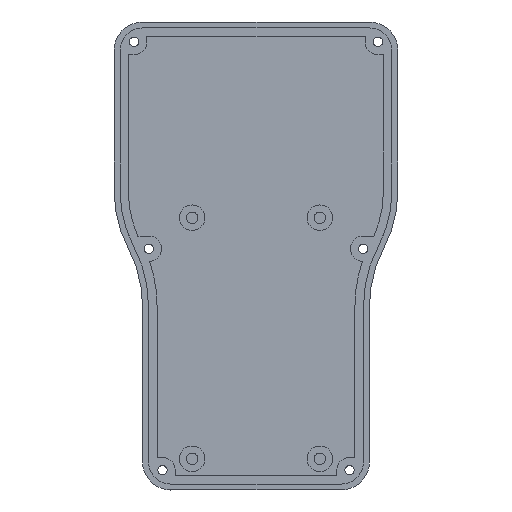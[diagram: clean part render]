
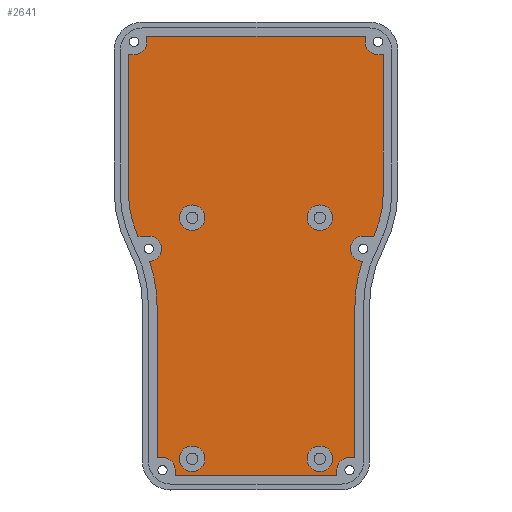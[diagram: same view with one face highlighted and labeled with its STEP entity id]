
A CAD part, top view. The second image highlights one B-rep face of the part: STEP entity #2641.
In plain terms, the highlighted planar face has unit normal (0, 0, 1).
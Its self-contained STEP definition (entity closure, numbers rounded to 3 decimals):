
#2012 = VERTEX_POINT('',#2013);
#2013 = CARTESIAN_POINT('',(-28.5,-78.,-3.5));
#2021 = VERTEX_POINT('',#2022);
#2022 = CARTESIAN_POINT('',(-33.,-73.5,-3.5));
#2028 = EDGE_CURVE('',#2012,#2021,#2029,.T.);
#2029 = CIRCLE('',#2030,4.5);
#2030 = AXIS2_PLACEMENT_3D('',#2031,#2032,#2033);
#2031 = CARTESIAN_POINT('',(-33.,-78.,-3.5));
#2032 = DIRECTION('',(0.,0.,1.));
#2033 = DIRECTION('',(1.,0.,0.));
#2046 = VERTEX_POINT('',#2047);
#2047 = CARTESIAN_POINT('',(-28.5,-80.,-3.5));
#2053 = EDGE_CURVE('',#2012,#2046,#2054,.T.);
#2054 = LINE('',#2055,#2056);
#2055 = CARTESIAN_POINT('',(-28.5,-78.,-3.5));
#2056 = VECTOR('',#2057,1.);
#2057 = DIRECTION('',(0.,-1.,0.));
#2070 = VERTEX_POINT('',#2071);
#2071 = CARTESIAN_POINT('',(-34.9,-73.5,-3.5));
#2077 = EDGE_CURVE('',#2021,#2070,#2078,.T.);
#2078 = LINE('',#2079,#2080);
#2079 = CARTESIAN_POINT('',(-33.,-73.5,-3.5));
#2080 = VECTOR('',#2081,1.);
#2081 = DIRECTION('',(-1.,0.,0.));
#2094 = VERTEX_POINT('',#2095);
#2095 = CARTESIAN_POINT('',(28.5,-80.,-3.5));
#2101 = EDGE_CURVE('',#2046,#2094,#2102,.T.);
#2102 = LINE('',#2103,#2104);
#2103 = CARTESIAN_POINT('',(-28.5,-80.,-3.5));
#2104 = VECTOR('',#2105,1.);
#2105 = DIRECTION('',(1.,0.,0.));
#2118 = VERTEX_POINT('',#2119);
#2119 = CARTESIAN_POINT('',(-34.9,-20.,-3.5));
#2125 = EDGE_CURVE('',#2070,#2118,#2126,.T.);
#2126 = LINE('',#2127,#2128);
#2127 = CARTESIAN_POINT('',(-34.9,-73.5,-3.5));
#2128 = VECTOR('',#2129,1.);
#2129 = DIRECTION('',(0.,1.,0.));
#2140 = VERTEX_POINT('',#2141);
#2141 = CARTESIAN_POINT('',(28.5,-78.,-3.5));
#2149 = EDGE_CURVE('',#2140,#2094,#2150,.T.);
#2150 = LINE('',#2151,#2152);
#2151 = CARTESIAN_POINT('',(28.5,-78.,-3.5));
#2152 = VECTOR('',#2153,1.);
#2153 = DIRECTION('',(0.,-1.,0.));
#2166 = VERTEX_POINT('',#2167);
#2167 = CARTESIAN_POINT('',(-37.498,-4.491,-3.5));
#2173 = EDGE_CURVE('',#2118,#2166,#2174,.T.);
#2174 = CIRCLE('',#2175,47.6);
#2175 = AXIS2_PLACEMENT_3D('',#2176,#2177,#2178);
#2176 = CARTESIAN_POINT('',(-82.5,-20.,-3.5));
#2177 = DIRECTION('',(0.,0.,1.));
#2178 = DIRECTION('',(1.,0.,0.));
#2189 = VERTEX_POINT('',#2190);
#2190 = CARTESIAN_POINT('',(33.,-73.5,-3.5));
#2198 = EDGE_CURVE('',#2189,#2140,#2199,.T.);
#2199 = CIRCLE('',#2200,4.5);
#2200 = AXIS2_PLACEMENT_3D('',#2201,#2202,#2203);
#2201 = CARTESIAN_POINT('',(33.,-78.,-3.5));
#2202 = DIRECTION('',(0.,0.,1.));
#2203 = DIRECTION('',(1.,0.,0.));
#2216 = VERTEX_POINT('',#2217);
#2217 = CARTESIAN_POINT('',(-37.787,4.5,-3.5));
#2223 = EDGE_CURVE('',#2166,#2216,#2224,.T.);
#2224 = CIRCLE('',#2225,4.5);
#2225 = AXIS2_PLACEMENT_3D('',#2226,#2227,#2228);
#2226 = CARTESIAN_POINT('',(-37.787,0.,-3.5));
#2227 = DIRECTION('',(0.,0.,1.));
#2228 = DIRECTION('',(1.,0.,0.));
#2241 = VERTEX_POINT('',#2242);
#2242 = CARTESIAN_POINT('',(34.9,-73.5,-3.5));
#2248 = EDGE_CURVE('',#2189,#2241,#2249,.T.);
#2249 = LINE('',#2250,#2251);
#2250 = CARTESIAN_POINT('',(33.,-73.5,-3.5));
#2251 = VECTOR('',#2252,1.);
#2252 = DIRECTION('',(1.,0.,0.));
#2263 = VERTEX_POINT('',#2264);
#2264 = CARTESIAN_POINT('',(-41.647,4.5,-3.5));
#2272 = EDGE_CURVE('',#2263,#2216,#2273,.T.);
#2273 = LINE('',#2274,#2275);
#2274 = CARTESIAN_POINT('',(-41.647,4.5,-3.5));
#2275 = VECTOR('',#2276,1.);
#2276 = DIRECTION('',(1.,0.,0.));
#2289 = VERTEX_POINT('',#2290);
#2290 = CARTESIAN_POINT('',(34.9,-20.,-3.5));
#2296 = EDGE_CURVE('',#2241,#2289,#2297,.T.);
#2297 = LINE('',#2298,#2299);
#2298 = CARTESIAN_POINT('',(34.9,-73.5,-3.5));
#2299 = VECTOR('',#2300,1.);
#2300 = DIRECTION('',(0.,1.,0.));
#2311 = VERTEX_POINT('',#2312);
#2312 = CARTESIAN_POINT('',(-45.,20.,-3.5));
#2320 = EDGE_CURVE('',#2311,#2263,#2321,.T.);
#2321 = CIRCLE('',#2322,37.5);
#2322 = AXIS2_PLACEMENT_3D('',#2323,#2324,#2325);
#2323 = CARTESIAN_POINT('',(-7.5,20.,-3.5));
#2324 = DIRECTION('',(0.,0.,1.));
#2325 = DIRECTION('',(1.,0.,0.));
#2336 = VERTEX_POINT('',#2337);
#2337 = CARTESIAN_POINT('',(37.498,-4.491,-3.5));
#2345 = EDGE_CURVE('',#2336,#2289,#2346,.T.);
#2346 = CIRCLE('',#2347,47.6);
#2347 = AXIS2_PLACEMENT_3D('',#2348,#2349,#2350);
#2348 = CARTESIAN_POINT('',(82.5,-20.,-3.5));
#2349 = DIRECTION('',(0.,0.,1.));
#2350 = DIRECTION('',(1.,0.,0.));
#2361 = VERTEX_POINT('',#2362);
#2362 = CARTESIAN_POINT('',(-45.,68.5,-3.5));
#2370 = EDGE_CURVE('',#2361,#2311,#2371,.T.);
#2371 = LINE('',#2372,#2373);
#2372 = CARTESIAN_POINT('',(-45.,68.5,-3.5));
#2373 = VECTOR('',#2374,1.);
#2374 = DIRECTION('',(0.,-1.,0.));
#2385 = VERTEX_POINT('',#2386);
#2386 = CARTESIAN_POINT('',(37.787,4.5,-3.5));
#2394 = EDGE_CURVE('',#2385,#2336,#2395,.T.);
#2395 = CIRCLE('',#2396,4.5);
#2396 = AXIS2_PLACEMENT_3D('',#2397,#2398,#2399);
#2397 = CARTESIAN_POINT('',(37.787,0.,-3.5));
#2398 = DIRECTION('',(0.,0.,1.));
#2399 = DIRECTION('',(1.,0.,0.));
#2410 = VERTEX_POINT('',#2411);
#2411 = CARTESIAN_POINT('',(-43.,68.5,-3.5));
#2419 = EDGE_CURVE('',#2410,#2361,#2420,.T.);
#2420 = LINE('',#2421,#2422);
#2421 = CARTESIAN_POINT('',(-43.,68.5,-3.5));
#2422 = VECTOR('',#2423,1.);
#2423 = DIRECTION('',(-1.,0.,0.));
#2434 = VERTEX_POINT('',#2435);
#2435 = CARTESIAN_POINT('',(41.537,4.5,-3.5));
#2443 = EDGE_CURVE('',#2434,#2385,#2444,.T.);
#2444 = LINE('',#2445,#2446);
#2445 = CARTESIAN_POINT('',(41.537,4.5,-3.5));
#2446 = VECTOR('',#2447,1.);
#2447 = DIRECTION('',(-1.,0.,0.));
#2460 = VERTEX_POINT('',#2461);
#2461 = CARTESIAN_POINT('',(-38.5,73.,-3.5));
#2467 = EDGE_CURVE('',#2410,#2460,#2468,.T.);
#2468 = CIRCLE('',#2469,4.5);
#2469 = AXIS2_PLACEMENT_3D('',#2470,#2471,#2472);
#2470 = CARTESIAN_POINT('',(-43.,73.,-3.5));
#2471 = DIRECTION('',(0.,0.,1.));
#2472 = DIRECTION('',(1.,0.,0.));
#2485 = VERTEX_POINT('',#2486);
#2486 = CARTESIAN_POINT('',(44.9,20.,-3.5));
#2492 = EDGE_CURVE('',#2434,#2485,#2493,.T.);
#2493 = CIRCLE('',#2494,37.4);
#2494 = AXIS2_PLACEMENT_3D('',#2495,#2496,#2497);
#2495 = CARTESIAN_POINT('',(7.5,20.,-3.5));
#2496 = DIRECTION('',(0.,0.,1.));
#2497 = DIRECTION('',(1.,0.,0.));
#2508 = VERTEX_POINT('',#2509);
#2509 = CARTESIAN_POINT('',(-38.5,74.9,-3.5));
#2517 = EDGE_CURVE('',#2508,#2460,#2518,.T.);
#2518 = LINE('',#2519,#2520);
#2519 = CARTESIAN_POINT('',(-38.5,74.9,-3.5));
#2520 = VECTOR('',#2521,1.);
#2521 = DIRECTION('',(0.,-1.,0.));
#2532 = VERTEX_POINT('',#2533);
#2533 = CARTESIAN_POINT('',(44.9,68.5,-3.5));
#2541 = EDGE_CURVE('',#2532,#2485,#2542,.T.);
#2542 = LINE('',#2543,#2544);
#2543 = CARTESIAN_POINT('',(44.9,68.5,-3.5));
#2544 = VECTOR('',#2545,1.);
#2545 = DIRECTION('',(0.,-1.,0.));
#2558 = VERTEX_POINT('',#2559);
#2559 = CARTESIAN_POINT('',(38.5,74.9,-3.5));
#2565 = EDGE_CURVE('',#2508,#2558,#2566,.T.);
#2566 = LINE('',#2567,#2568);
#2567 = CARTESIAN_POINT('',(-38.5,74.9,-3.5));
#2568 = VECTOR('',#2569,1.);
#2569 = DIRECTION('',(1.,0.,0.));
#2580 = VERTEX_POINT('',#2581);
#2581 = CARTESIAN_POINT('',(43.,68.5,-3.5));
#2589 = EDGE_CURVE('',#2580,#2532,#2590,.T.);
#2590 = LINE('',#2591,#2592);
#2591 = CARTESIAN_POINT('',(43.,68.5,-3.5));
#2592 = VECTOR('',#2593,1.);
#2593 = DIRECTION('',(1.,0.,0.));
#2606 = VERTEX_POINT('',#2607);
#2607 = CARTESIAN_POINT('',(38.5,73.,-3.5));
#2613 = EDGE_CURVE('',#2558,#2606,#2614,.T.);
#2614 = LINE('',#2615,#2616);
#2615 = CARTESIAN_POINT('',(38.5,74.9,-3.5));
#2616 = VECTOR('',#2617,1.);
#2617 = DIRECTION('',(0.,-1.,0.));
#2630 = EDGE_CURVE('',#2606,#2580,#2631,.T.);
#2631 = CIRCLE('',#2632,4.5);
#2632 = AXIS2_PLACEMENT_3D('',#2633,#2634,#2635);
#2633 = CARTESIAN_POINT('',(43.,73.,-3.5));
#2634 = DIRECTION('',(0.,0.,1.));
#2635 = DIRECTION('',(1.,0.,0.));
#2641 = ADVANCED_FACE('',(#2642,#2670,#2681,#2692,#2703),#2714,.T.);
#2642 = FACE_BOUND('',#2643,.T.);
#2643 = EDGE_LOOP('',(#2644,#2645,#2646,#2647,#2648,#2649,#2650,#2651,
    #2652,#2653,#2654,#2655,#2656,#2657,#2658,#2659,#2660,#2661,#2662,
    #2663,#2664,#2665,#2666,#2667,#2668,#2669));
#2644 = ORIENTED_EDGE('',*,*,#2028,.F.);
#2645 = ORIENTED_EDGE('',*,*,#2053,.T.);
#2646 = ORIENTED_EDGE('',*,*,#2101,.T.);
#2647 = ORIENTED_EDGE('',*,*,#2149,.F.);
#2648 = ORIENTED_EDGE('',*,*,#2198,.F.);
#2649 = ORIENTED_EDGE('',*,*,#2248,.T.);
#2650 = ORIENTED_EDGE('',*,*,#2296,.T.);
#2651 = ORIENTED_EDGE('',*,*,#2345,.F.);
#2652 = ORIENTED_EDGE('',*,*,#2394,.F.);
#2653 = ORIENTED_EDGE('',*,*,#2443,.F.);
#2654 = ORIENTED_EDGE('',*,*,#2492,.T.);
#2655 = ORIENTED_EDGE('',*,*,#2541,.F.);
#2656 = ORIENTED_EDGE('',*,*,#2589,.F.);
#2657 = ORIENTED_EDGE('',*,*,#2630,.F.);
#2658 = ORIENTED_EDGE('',*,*,#2613,.F.);
#2659 = ORIENTED_EDGE('',*,*,#2565,.F.);
#2660 = ORIENTED_EDGE('',*,*,#2517,.T.);
#2661 = ORIENTED_EDGE('',*,*,#2467,.F.);
#2662 = ORIENTED_EDGE('',*,*,#2419,.T.);
#2663 = ORIENTED_EDGE('',*,*,#2370,.T.);
#2664 = ORIENTED_EDGE('',*,*,#2320,.T.);
#2665 = ORIENTED_EDGE('',*,*,#2272,.T.);
#2666 = ORIENTED_EDGE('',*,*,#2223,.F.);
#2667 = ORIENTED_EDGE('',*,*,#2173,.F.);
#2668 = ORIENTED_EDGE('',*,*,#2125,.F.);
#2669 = ORIENTED_EDGE('',*,*,#2077,.F.);
#2670 = FACE_BOUND('',#2671,.T.);
#2671 = EDGE_LOOP('',(#2672));
#2672 = ORIENTED_EDGE('',*,*,#2673,.F.);
#2673 = EDGE_CURVE('',#2674,#2674,#2676,.T.);
#2674 = VERTEX_POINT('',#2675);
#2675 = CARTESIAN_POINT('',(-18.,-74.,-3.5));
#2676 = CIRCLE('',#2677,4.5);
#2677 = AXIS2_PLACEMENT_3D('',#2678,#2679,#2680);
#2678 = CARTESIAN_POINT('',(-22.5,-74.,-3.5));
#2679 = DIRECTION('',(0.,0.,1.));
#2680 = DIRECTION('',(1.,0.,0.));
#2681 = FACE_BOUND('',#2682,.T.);
#2682 = EDGE_LOOP('',(#2683));
#2683 = ORIENTED_EDGE('',*,*,#2684,.F.);
#2684 = EDGE_CURVE('',#2685,#2685,#2687,.T.);
#2685 = VERTEX_POINT('',#2686);
#2686 = CARTESIAN_POINT('',(27.,-74.,-3.5));
#2687 = CIRCLE('',#2688,4.5);
#2688 = AXIS2_PLACEMENT_3D('',#2689,#2690,#2691);
#2689 = CARTESIAN_POINT('',(22.5,-74.,-3.5));
#2690 = DIRECTION('',(0.,0.,1.));
#2691 = DIRECTION('',(1.,0.,0.));
#2692 = FACE_BOUND('',#2693,.T.);
#2693 = EDGE_LOOP('',(#2694));
#2694 = ORIENTED_EDGE('',*,*,#2695,.F.);
#2695 = EDGE_CURVE('',#2696,#2696,#2698,.T.);
#2696 = VERTEX_POINT('',#2697);
#2697 = CARTESIAN_POINT('',(-18.,11.,-3.5));
#2698 = CIRCLE('',#2699,4.5);
#2699 = AXIS2_PLACEMENT_3D('',#2700,#2701,#2702);
#2700 = CARTESIAN_POINT('',(-22.5,11.,-3.5));
#2701 = DIRECTION('',(0.,0.,1.));
#2702 = DIRECTION('',(1.,0.,0.));
#2703 = FACE_BOUND('',#2704,.T.);
#2704 = EDGE_LOOP('',(#2705));
#2705 = ORIENTED_EDGE('',*,*,#2706,.F.);
#2706 = EDGE_CURVE('',#2707,#2707,#2709,.T.);
#2707 = VERTEX_POINT('',#2708);
#2708 = CARTESIAN_POINT('',(27.,11.,-3.5));
#2709 = CIRCLE('',#2710,4.5);
#2710 = AXIS2_PLACEMENT_3D('',#2711,#2712,#2713);
#2711 = CARTESIAN_POINT('',(22.5,11.,-3.5));
#2712 = DIRECTION('',(0.,0.,1.));
#2713 = DIRECTION('',(1.,0.,0.));
#2714 = PLANE('',#2715);
#2715 = AXIS2_PLACEMENT_3D('',#2716,#2717,#2718);
#2716 = CARTESIAN_POINT('',(0.,0.847,-3.5));
#2717 = DIRECTION('',(0.,0.,1.));
#2718 = DIRECTION('',(1.,0.,0.));
